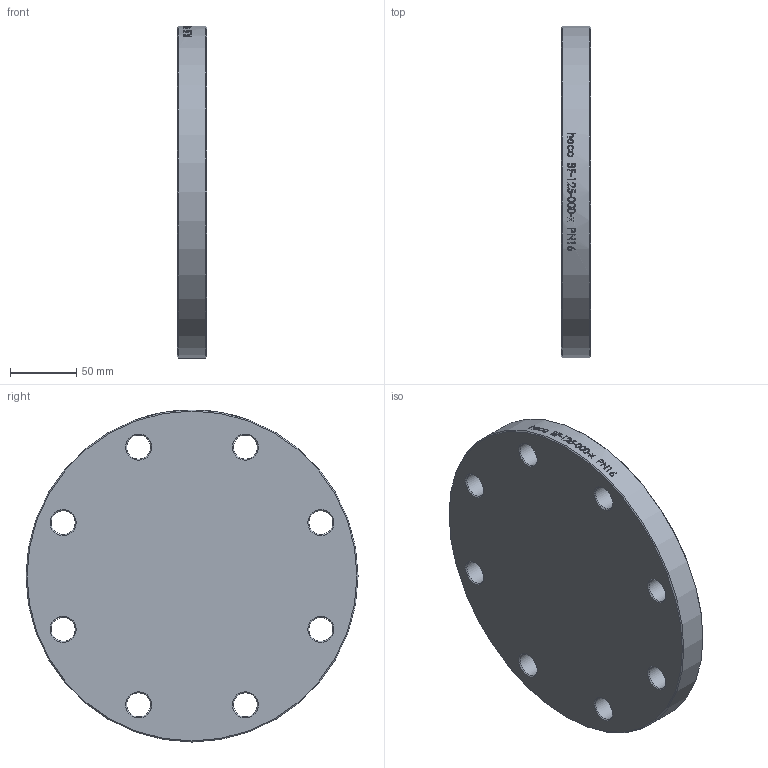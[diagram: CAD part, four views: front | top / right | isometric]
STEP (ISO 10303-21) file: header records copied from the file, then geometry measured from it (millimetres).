
FILE_DESCRIPTION (( 'STEP AP214' ), '1' );
FILE_NAME ('BF-125-000-x Blindflansch PN16 DIN2527 EN1092 2103.STEP', '2021-03-05T09:22:00', ( '' ), ( '' ), 'SwSTEP 2.0', 'SolidWorks 2019', '' );
FILE_SCHEMA (( 'AUTOMOTIVE_DESIGN' ));
Length unit declared in the file: millimetre
Products named in the file (1): BF-125-000-x Blindflansch PN16 DIN2527 EN1092 2103
Bounding box: 22 x 250 x 250 mm (x, y, z)
Volume: 1034035.3 mm3; surface area: 120178.9 mm2
Topology: 1 solids, 1 shells, 60 faces, 282 edges, 252 vertices
Faces by surface type: cylinder 40, cone 18, plane 2
Full cylindrical faces by diameter (mm): 18 x8, 250 x1
Entity records: 6769 total; most frequent: CARTESIAN_POINT 4463, ORIENTED_EDGE 474, DIRECTION 314, EDGE_CURVE 237, VERTEX_POINT 237, AXIS2_PLACEMENT_3D 141, EDGE_LOOP 130, B_SPLINE_CURVE_WITH_KNOTS 123
